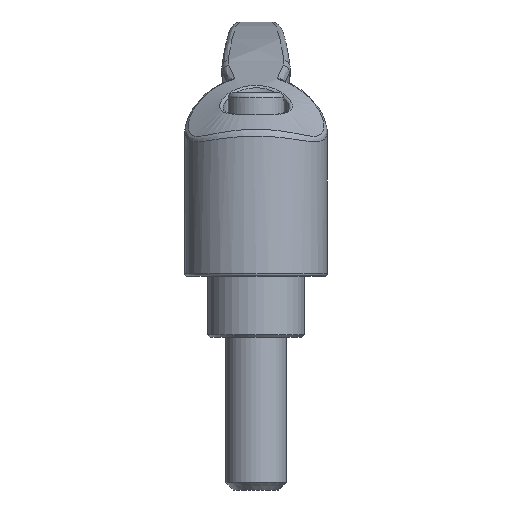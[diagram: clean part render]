
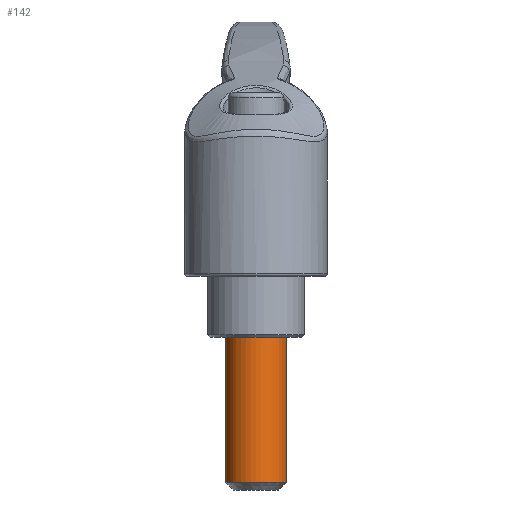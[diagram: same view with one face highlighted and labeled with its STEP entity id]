
A CAD part, front view. The second image highlights one B-rep face of the part: STEP entity #142.
In plain terms, the highlighted cylindrical face has radius 6 mm (diameter 12 mm), a full revolution.
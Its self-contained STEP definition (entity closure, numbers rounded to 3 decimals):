
#142 = ADVANCED_FACE( '', ( #323, #324 ), #325, .T. );
#323 = FACE_OUTER_BOUND( '', #3193, .T. );
#324 = FACE_OUTER_BOUND( '', #3194, .T. );
#325 = CYLINDRICAL_SURFACE( '', #3195, 6. );
#3193 = EDGE_LOOP( '', ( #6539 ) );
#3194 = EDGE_LOOP( '', ( #6540 ) );
#3195 = AXIS2_PLACEMENT_3D( '', #6541, #6542, #6543 );
#6539 = ORIENTED_EDGE( '', *, *, #6904, .T. );
#6540 = ORIENTED_EDGE( '', *, *, #6905, .T. );
#6541 = CARTESIAN_POINT( '', ( 0., 0., -42. ) );
#6542 = DIRECTION( '', ( 0., 0., -1. ) );
#6543 = DIRECTION( '', ( 1., 0., 0. ) );
#6904 = EDGE_CURVE( '', #7165, #7165, #7166, .F. );
#6905 = EDGE_CURVE( '', #7167, #7167, #7168, .T. );
#7165 = VERTEX_POINT( '', #8923 );
#7166 = CIRCLE( '', #8924, 6. );
#7167 = VERTEX_POINT( '', #8925 );
#7168 = CIRCLE( '', #8926, 6. );
#8923 = CARTESIAN_POINT( '', ( -6., 0., -40.5 ) );
#8924 = AXIS2_PLACEMENT_3D( '', #10221, #10222, #10223 );
#8925 = CARTESIAN_POINT( '', ( 6., 0., -12. ) );
#8926 = AXIS2_PLACEMENT_3D( '', #10224, #10225, #10226 );
#10221 = CARTESIAN_POINT( '', ( 0., 0., -40.5 ) );
#10222 = DIRECTION( '', ( 0., 0., -1. ) );
#10223 = DIRECTION( '', ( -1., 0., 0. ) );
#10224 = CARTESIAN_POINT( '', ( 0., 0., -12. ) );
#10225 = DIRECTION( '', ( 0., 0., -1. ) );
#10226 = DIRECTION( '', ( 1., 0., 0. ) );
